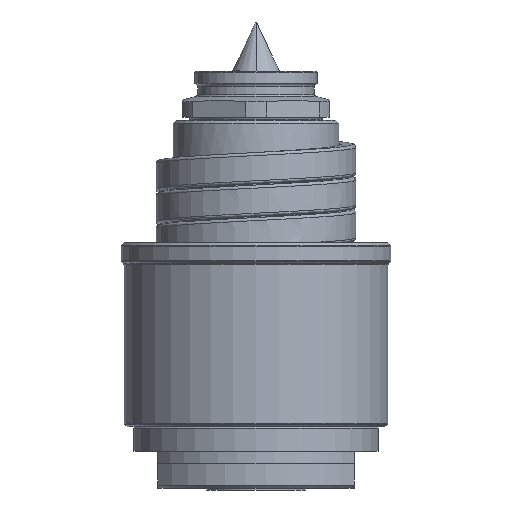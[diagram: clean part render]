
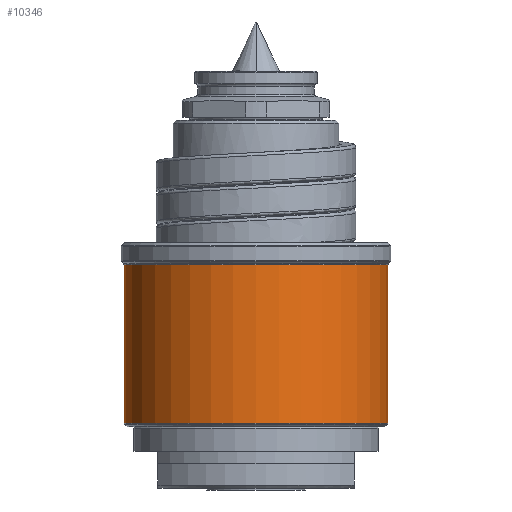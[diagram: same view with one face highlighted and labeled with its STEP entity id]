
A CAD part, front view. The second image highlights one B-rep face of the part: STEP entity #10346.
In plain terms, the highlighted cylindrical face has radius 21.5 mm (diameter 43 mm), a partial arc.
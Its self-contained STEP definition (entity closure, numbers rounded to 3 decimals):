
#3150=CARTESIAN_POINT('',(0.,0.,10.583));
#3151=DIRECTION('',(0.,0.,1.));
#3152=DIRECTION('',(-1.,0.,0.));
#3153=AXIS2_PLACEMENT_3D('',#3150,#3151,#3152);
#3155=DIRECTION('',(0.,0.,-1.));
#3156=VECTOR('',#3155,25.834);
#3157=CARTESIAN_POINT('',(-21.5,0.,36.417));
#3158=LINE('',#3157,#3156);
#3159=CARTESIAN_POINT('',(0.,0.,36.417));
#3160=DIRECTION('',(0.,0.,1.));
#3161=DIRECTION('',(-1.,0.,0.));
#3162=AXIS2_PLACEMENT_3D('',#3159,#3160,#3161);
#3164=DIRECTION('',(0.,0.,-1.));
#3165=VECTOR('',#3164,25.834);
#3166=CARTESIAN_POINT('',(21.5,0.,36.417));
#3167=LINE('',#3166,#3165);
#5936=CARTESIAN_POINT('',(21.5,0.,36.417));
#5937=CARTESIAN_POINT('',(-21.5,0.,36.417));
#5938=VERTEX_POINT('',#5936);
#5939=VERTEX_POINT('',#5937);
#5962=CARTESIAN_POINT('',(21.5,0.,10.583));
#5963=VERTEX_POINT('',#5962);
#5964=CARTESIAN_POINT('',(-21.5,0.,10.583));
#5965=VERTEX_POINT('',#5964);
#10334=CARTESIAN_POINT('',(0.,0.,8.5));
#10335=DIRECTION('',(0.,0.,1.));
#10336=DIRECTION('',(-1.,0.,0.));
#10337=AXIS2_PLACEMENT_3D('',#10334,#10335,#10336);
#10338=CYLINDRICAL_SURFACE('',#10337,21.5);
#10339=ORIENTED_EDGE('',*,*,#7989,.F.);
#10340=ORIENTED_EDGE('',*,*,#7970,.F.);
#10342=ORIENTED_EDGE('',*,*,#10341,.T.);
#10343=ORIENTED_EDGE('',*,*,#7966,.T.);
#10344=EDGE_LOOP('',(#10339,#10340,#10342,#10343));
#10345=FACE_OUTER_BOUND('',#10344,.F.);
#3154=CIRCLE('',#3153,21.5);
#3163=CIRCLE('',#3162,21.5);
#7966=EDGE_CURVE('',#5938,#5963,#3167,.T.);
#7970=EDGE_CURVE('',#5939,#5965,#3158,.T.);
#7989=EDGE_CURVE('',#5965,#5963,#3154,.T.);
#10341=EDGE_CURVE('',#5939,#5938,#3163,.T.);
#10346=ADVANCED_FACE('',(#10345),#10338,.T.);
